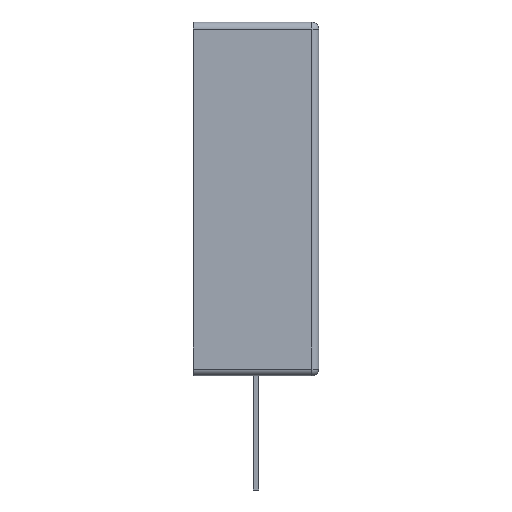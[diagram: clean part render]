
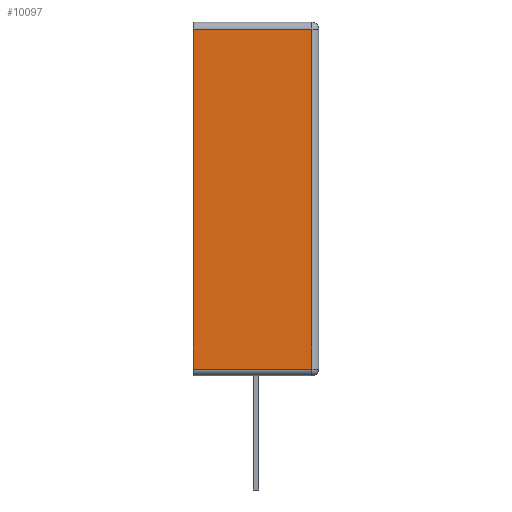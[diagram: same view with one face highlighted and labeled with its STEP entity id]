
A CAD part, left-side view. The second image highlights one B-rep face of the part: STEP entity #10097.
In plain terms, the highlighted planar face has unit normal (-1, 0, 0).
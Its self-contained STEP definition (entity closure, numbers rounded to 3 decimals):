
#192 = AXIS2_PLACEMENT_3D ( 'NONE', #485, #8770, #11242 ) ;
#441 = ORIENTED_EDGE ( 'NONE', *, *, #1708, .T. ) ;
#485 = CARTESIAN_POINT ( 'NONE',  ( -6., -2.75, 15.5 ) ) ;
#1708 = EDGE_CURVE ( 'NONE', #15019, #8925, #6511, .T. ) ;
#1868 = DIRECTION ( 'NONE',  ( 0., 1., 0. ) ) ;
#2245 = VECTOR ( 'NONE', #1868, 1000. ) ;
#4293 = VERTEX_POINT ( 'NONE', #7332 ) ;
#4448 = CARTESIAN_POINT ( 'NONE',  ( -6., 2.75, 0.3 ) ) ;
#5047 = EDGE_CURVE ( 'NONE', #8925, #4293, #8295, .T. ) ;
#5535 = CARTESIAN_POINT ( 'NONE',  ( -6., -2.45, 0.3 ) ) ;
#5560 = VERTEX_POINT ( 'NONE', #4448 ) ;
#5911 = VECTOR ( 'NONE', #15022, 1000. ) ;
#6174 = VECTOR ( 'NONE', #14783, 1000. ) ;
#6225 = ORIENTED_EDGE ( 'NONE', *, *, #13916, .T. ) ;
#6511 = LINE ( 'NONE', #10194, #5911 ) ;
#7303 = VECTOR ( 'NONE', #13054, 1000. ) ;
#7332 = CARTESIAN_POINT ( 'NONE',  ( -6., 2.75, 15.2 ) ) ;
#7407 = EDGE_CURVE ( 'NONE', #4293, #5560, #12102, .T. ) ;
#8295 = LINE ( 'NONE', #10523, #2245 ) ;
#8315 = LINE ( 'NONE', #13208, #7303 ) ;
#8770 = DIRECTION ( 'NONE',  ( 1., 0., 0. ) ) ;
#8925 = VERTEX_POINT ( 'NONE', #9102 ) ;
#9102 = CARTESIAN_POINT ( 'NONE',  ( -6., -2.45, 15.2 ) ) ;
#10097 = ADVANCED_FACE ( 'NONE', ( #14710 ), #15681, .F. ) ;
#10194 = CARTESIAN_POINT ( 'NONE',  ( -6., -2.45, 15.5 ) ) ;
#10234 = EDGE_LOOP ( 'NONE', ( #12369, #6225, #441, #12640 ) ) ;
#10523 = CARTESIAN_POINT ( 'NONE',  ( -6., -2.75, 15.2 ) ) ;
#11242 = DIRECTION ( 'NONE',  ( 0., 0., -1. ) ) ;
#12102 = LINE ( 'NONE', #14543, #6174 ) ;
#12369 = ORIENTED_EDGE ( 'NONE', *, *, #7407, .T. ) ;
#12640 = ORIENTED_EDGE ( 'NONE', *, *, #5047, .T. ) ;
#13054 = DIRECTION ( 'NONE',  ( 0., -1., 0. ) ) ;
#13208 = CARTESIAN_POINT ( 'NONE',  ( -6., -2.75, 0.3 ) ) ;
#13916 = EDGE_CURVE ( 'NONE', #5560, #15019, #8315, .T. ) ;
#14543 = CARTESIAN_POINT ( 'NONE',  ( -6., 2.75, 15.5 ) ) ;
#14710 = FACE_OUTER_BOUND ( 'NONE', #10234, .T. ) ;
#14783 = DIRECTION ( 'NONE',  ( 0., 0., -1. ) ) ;
#15019 = VERTEX_POINT ( 'NONE', #5535 ) ;
#15022 = DIRECTION ( 'NONE',  ( 0., 0., 1. ) ) ;
#15681 = PLANE ( 'NONE',  #192 ) ;
